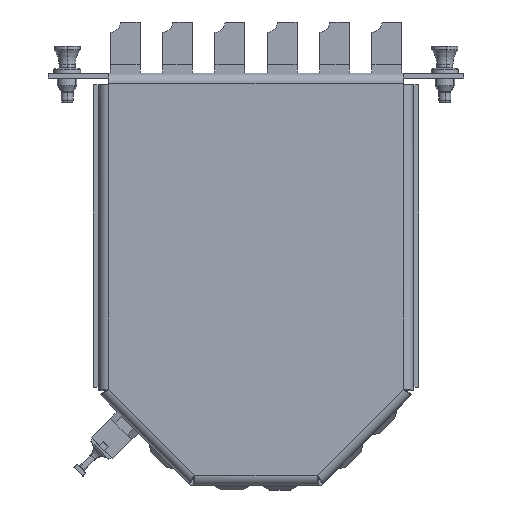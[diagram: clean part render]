
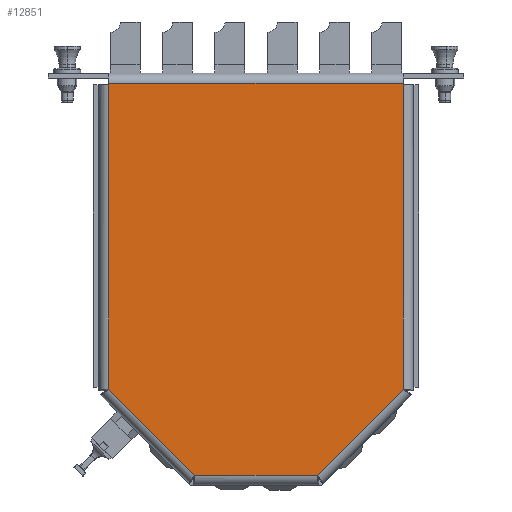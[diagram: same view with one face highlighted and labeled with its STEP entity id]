
A CAD part, front view. The second image highlights one B-rep face of the part: STEP entity #12851.
In plain terms, the highlighted planar face has unit normal (0, -1, 0).
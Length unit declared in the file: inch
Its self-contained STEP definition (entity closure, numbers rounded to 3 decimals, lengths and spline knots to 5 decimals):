
#557 = DIRECTION ( 'NONE',  ( 0., 0., -1. ) ) ;
#564 = ORIENTED_EDGE ( 'NONE', *, *, #17561, .T. ) ;
#712 = VERTEX_POINT ( 'NONE', #15118 ) ;
#1079 = CARTESIAN_POINT ( 'NONE',  ( 1.81, -1.13, -0.06 ) ) ;
#1471 = VECTOR ( 'NONE', #17510, 39.37008 ) ;
#2222 = CARTESIAN_POINT ( 'NONE',  ( -1.81, -1.13, -0.08 ) ) ;
#2605 = CARTESIAN_POINT ( 'NONE',  ( 0., -1.13, 0. ) ) ;
#3856 = ORIENTED_EDGE ( 'NONE', *, *, #21713, .T. ) ;
#4141 = VECTOR ( 'NONE', #6323, 39.37008 ) ;
#4199 = VERTEX_POINT ( 'NONE', #1079 ) ;
#4412 = LINE ( 'NONE', #10292, #8662 ) ;
#4622 = DIRECTION ( 'NONE',  ( 0., 0., -1. ) ) ;
#5362 = EDGE_CURVE ( 'NONE', #15338, #9853, #21694, .T. ) ;
#6097 = FACE_OUTER_BOUND ( 'NONE', #10317, .T. ) ;
#6231 = LINE ( 'NONE', #8104, #4141 ) ;
#6323 = DIRECTION ( 'NONE',  ( -1., 0., 0. ) ) ;
#6362 = CARTESIAN_POINT ( 'NONE',  ( -1.81, -1.13, -3.82029 ) ) ;
#6770 = DIRECTION ( 'NONE',  ( 0., 0., 1. ) ) ;
#6930 = DIRECTION ( 'NONE',  ( 0., 1., 0. ) ) ;
#7127 = ORIENTED_EDGE ( 'NONE', *, *, #22262, .F. ) ;
#7187 = CARTESIAN_POINT ( 'NONE',  ( -0.75029, -1.13, -4.88 ) ) ;
#7248 = CARTESIAN_POINT ( 'NONE',  ( -0.76974, -1.13, -4.88 ) ) ;
#8019 = ORIENTED_EDGE ( 'NONE', *, *, #20744, .T. ) ;
#8104 = CARTESIAN_POINT ( 'NONE',  ( 1.81, -1.13, -0.06 ) ) ;
#8194 = VECTOR ( 'NONE', #20836, 39.37008 ) ;
#8662 = VECTOR ( 'NONE', #4622, 39.37008 ) ;
#9391 = ORIENTED_EDGE ( 'NONE', *, *, #15531, .T. ) ;
#9539 = CARTESIAN_POINT ( 'NONE',  ( 0.75029, -1.13, -4.88 ) ) ;
#9696 = AXIS2_PLACEMENT_3D ( 'NONE', #2605, #6930, #6770 ) ;
#9853 = VERTEX_POINT ( 'NONE', #9539 ) ;
#10292 = CARTESIAN_POINT ( 'NONE',  ( -1.81, -1.13, 0. ) ) ;
#10317 = EDGE_LOOP ( 'NONE', ( #3856, #7127, #9391, #8019, #15290, #19260, #12322, #564 ) ) ;
#10968 = CARTESIAN_POINT ( 'NONE',  ( 1.81, -1.13, -0.06 ) ) ;
#11301 = DIRECTION ( 'NONE',  ( 0., 0., -1. ) ) ;
#12114 = CARTESIAN_POINT ( 'NONE',  ( -1.81, -1.13, -0.06 ) ) ;
#12322 = ORIENTED_EDGE ( 'NONE', *, *, #5362, .T. ) ;
#12510 = VERTEX_POINT ( 'NONE', #18966 ) ;
#12851 = ADVANCED_FACE ( 'NONE', ( #6097 ), #23735, .F. ) ;
#14484 = LINE ( 'NONE', #10968, #17793 ) ;
#14866 = VECTOR ( 'NONE', #21770, 39.37008 ) ;
#15118 = CARTESIAN_POINT ( 'NONE',  ( -1.81, -1.13, -0.06 ) ) ;
#15290 = ORIENTED_EDGE ( 'NONE', *, *, #20788, .T. ) ;
#15338 = VERTEX_POINT ( 'NONE', #7187 ) ;
#15531 = EDGE_CURVE ( 'NONE', #4199, #712, #6231, .T. ) ;
#17223 = CARTESIAN_POINT ( 'NONE',  ( 1.81, -1.13, -3.83974 ) ) ;
#17510 = DIRECTION ( 'NONE',  ( 1., 0., 0. ) ) ;
#17561 = EDGE_CURVE ( 'NONE', #9853, #12510, #24752, .T. ) ;
#17701 = VECTOR ( 'NONE', #557, 39.37008 ) ;
#17793 = VECTOR ( 'NONE', #11301, 39.37008 ) ;
#17972 = CARTESIAN_POINT ( 'NONE',  ( 0.73655, -1.13, -4.89375 ) ) ;
#17974 = LINE ( 'NONE', #12114, #17701 ) ;
#18575 = VERTEX_POINT ( 'NONE', #2222 ) ;
#18952 = CARTESIAN_POINT ( 'NONE',  ( -1.82375, -1.13, -3.80655 ) ) ;
#18966 = CARTESIAN_POINT ( 'NONE',  ( 1.81, -1.13, -3.82029 ) ) ;
#19221 = VECTOR ( 'NONE', #22669, 39.37008 ) ;
#19260 = ORIENTED_EDGE ( 'NONE', *, *, #19682, .T. ) ;
#19394 = VERTEX_POINT ( 'NONE', #6362 ) ;
#19604 = LINE ( 'NONE', #17223, #8194 ) ;
#19682 = EDGE_CURVE ( 'NONE', #19394, #15338, #24963, .T. ) ;
#20388 = VERTEX_POINT ( 'NONE', #22659 ) ;
#20744 = EDGE_CURVE ( 'NONE', #712, #18575, #17974, .T. ) ;
#20788 = EDGE_CURVE ( 'NONE', #18575, #19394, #4412, .T. ) ;
#20836 = DIRECTION ( 'NONE',  ( 0., 0., 1. ) ) ;
#21694 = LINE ( 'NONE', #7248, #1471 ) ;
#21713 = EDGE_CURVE ( 'NONE', #12510, #20388, #19604, .T. ) ;
#21770 = DIRECTION ( 'NONE',  ( 0.707, 0., 0.707 ) ) ;
#22262 = EDGE_CURVE ( 'NONE', #4199, #20388, #14484, .T. ) ;
#22659 = CARTESIAN_POINT ( 'NONE',  ( 1.81, -1.13, -0.08 ) ) ;
#22669 = DIRECTION ( 'NONE',  ( 0.707, 0., -0.707 ) ) ;
#23735 = PLANE ( 'NONE',  #9696 ) ;
#24752 = LINE ( 'NONE', #17972, #14866 ) ;
#24963 = LINE ( 'NONE', #18952, #19221 ) ;
